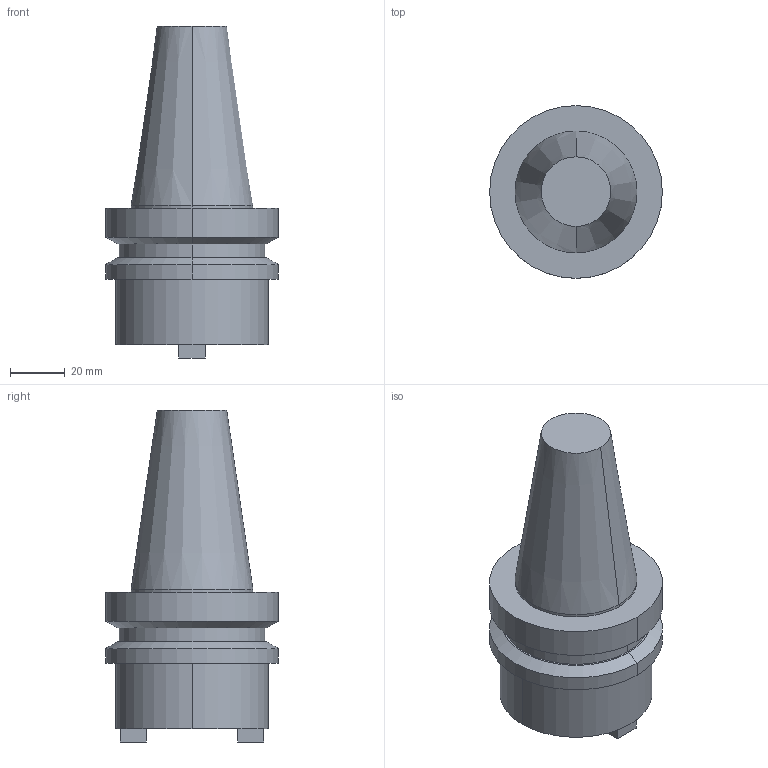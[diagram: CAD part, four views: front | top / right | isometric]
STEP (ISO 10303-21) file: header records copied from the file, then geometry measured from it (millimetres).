
FILE_DESCRIPTION (( 'STEP AP203' ), '1' );
FILE_NAME ('BBT40-SMC1_000-2.stp', '2022-02-28T22:09:23', ( '' ), ( '' ), 'SwSTEP 2.0', 'SolidWorks 2021', '' );
FILE_SCHEMA (( 'CONFIG_CONTROL_DESIGN' ));
Length unit declared in the file: millimetre
Products named in the file (1): BBT40-SMC1_000-2
Bounding box: 63 x 63 x 121.1 mm (x, y, z)
Volume: 196363.3 mm3; surface area: 24036.5 mm2
Topology: 1 solids, 1 shells, 35 faces, 72 edges, 46 vertices
Faces by surface type: plane 17, cylinder 12, cone 6
Entity records: 1005 total; most frequent: DIRECTION 174, CARTESIAN_POINT 154, ORIENTED_EDGE 144, EDGE_CURVE 72, AXIS2_PLACEMENT_3D 66, VERTEX_POINT 46, EDGE_LOOP 42, VECTOR 42
